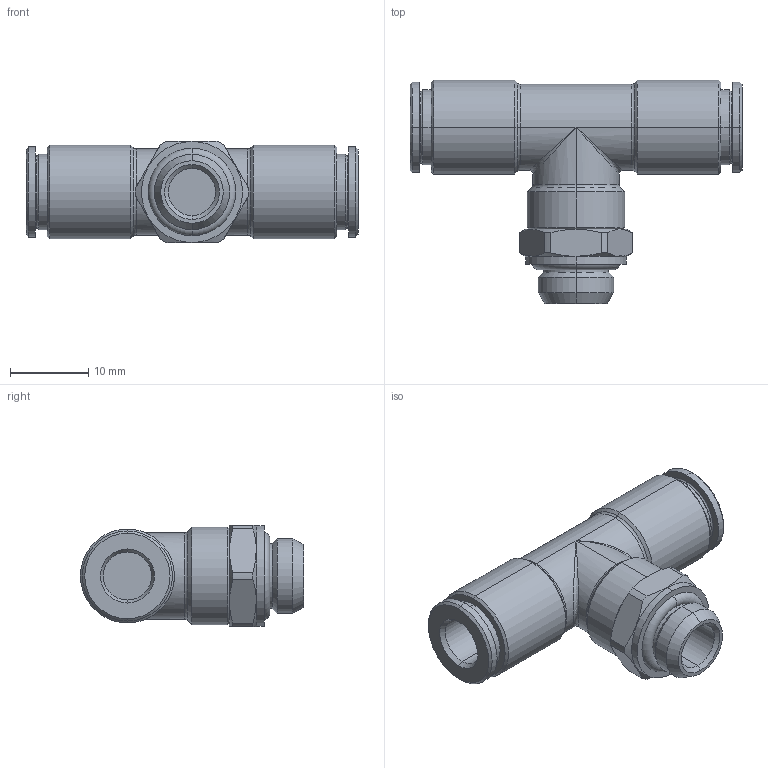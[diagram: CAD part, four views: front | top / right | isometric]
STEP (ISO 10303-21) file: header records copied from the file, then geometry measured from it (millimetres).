
FILE_DESCRIPTION (( 'STEP AP203' ), '1' );
FILE_NAME ('X0110031.STEP', '2010-10-20T09:02:26', ( '' ), ( 'sopra-pneumatic' ), 'SwSTEP 2.0', 'SolidWorks 2009', '' );
FILE_SCHEMA (( 'CONFIG_CONTROL_DESIGN' ));
Length unit declared in the file: millimetre
Products named in the file (1): X0110031
Bounding box: 42.41 x 28.5 x 13 mm (x, y, z)
Volume: 4880.5 mm3; surface area: 3555.9 mm2
Topology: 1 solids, 3 shells, 110 faces, 229 edges, 130 vertices
Faces by surface type: cylinder 42, cone 30, plane 20, torus 16, bspline 2
Entity records: 3636 total; most frequent: CARTESIAN_POINT 1211, DIRECTION 545, ORIENTED_EDGE 450, AXIS2_PLACEMENT_3D 234, EDGE_CURVE 225, VERTEX_POINT 130, CIRCLE 125, EDGE_LOOP 119
